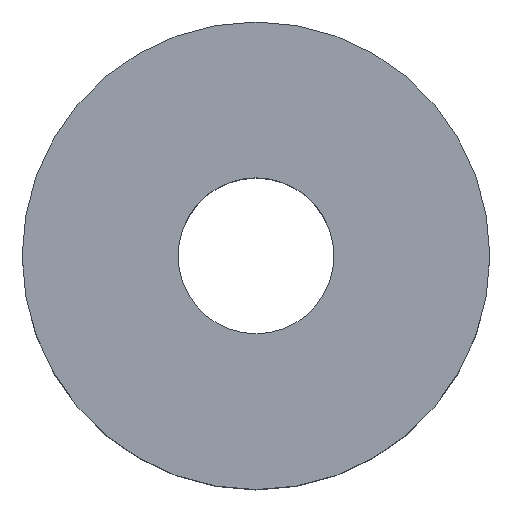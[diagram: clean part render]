
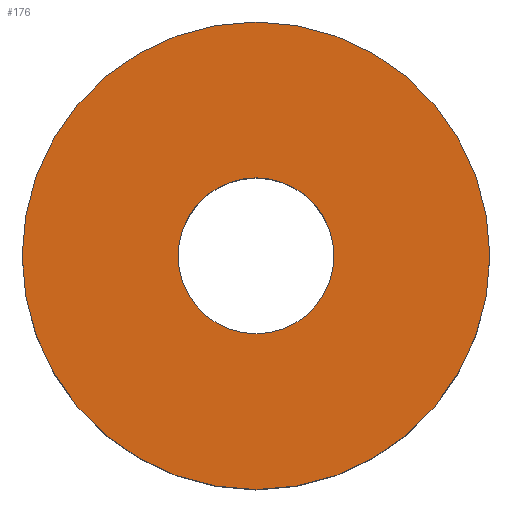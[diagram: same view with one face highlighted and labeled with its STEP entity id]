
A CAD part, top view. The second image highlights one B-rep face of the part: STEP entity #176.
In plain terms, the highlighted planar face has unit normal (0, 0, 1).
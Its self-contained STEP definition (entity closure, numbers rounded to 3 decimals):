
#7 = CARTESIAN_POINT ( 'NONE',  ( 3., 0., 4.25 ) ) ;
#11 = VERTEX_POINT ( 'NONE', #53 ) ;
#14 = DIRECTION ( 'NONE',  ( 1., 0., 0. ) ) ;
#16 = EDGE_CURVE ( 'NONE', #67, #150, #303, .T. ) ;
#21 = DIRECTION ( 'NONE',  ( 1., 0., 0. ) ) ;
#27 = CIRCLE ( 'NONE', #175, 3. ) ;
#38 = AXIS2_PLACEMENT_3D ( 'NONE', #102, #363, #360 ) ;
#43 = PLANE ( 'NONE',  #38 ) ;
#48 = CIRCLE ( 'NONE', #304, 3. ) ;
#53 = CARTESIAN_POINT ( 'NONE',  ( -3., 0., 4.25 ) ) ;
#67 = VERTEX_POINT ( 'NONE', #105 ) ;
#73 = CARTESIAN_POINT ( 'NONE',  ( 0., 0., 4.25 ) ) ;
#75 = FACE_OUTER_BOUND ( 'NONE', #179, .T. ) ;
#102 = CARTESIAN_POINT ( 'NONE',  ( 0., 0., 4.25 ) ) ;
#105 = CARTESIAN_POINT ( 'NONE',  ( -9., 0., 4.25 ) ) ;
#150 = VERTEX_POINT ( 'NONE', #251 ) ;
#175 = AXIS2_PLACEMENT_3D ( 'NONE', #358, #218, #272 ) ;
#176 = ADVANCED_FACE ( 'NONE', ( #75, #190 ), #43, .T. ) ;
#179 = EDGE_LOOP ( 'NONE', ( #184, #323 ) ) ;
#184 = ORIENTED_EDGE ( 'NONE', *, *, #16, .T. ) ;
#187 = DIRECTION ( 'NONE',  ( 1., 0., 0. ) ) ;
#190 = FACE_BOUND ( 'NONE', #341, .T. ) ;
#206 = AXIS2_PLACEMENT_3D ( 'NONE', #249, #362, #14 ) ;
#218 = DIRECTION ( 'NONE',  ( 0., 0., 1. ) ) ;
#227 = CARTESIAN_POINT ( 'NONE',  ( 0., 0., 4.25 ) ) ;
#235 = ORIENTED_EDGE ( 'NONE', *, *, #305, .F. ) ;
#249 = CARTESIAN_POINT ( 'NONE',  ( 0., 0., 4.25 ) ) ;
#251 = CARTESIAN_POINT ( 'NONE',  ( 9., 0., 4.25 ) ) ;
#262 = ORIENTED_EDGE ( 'NONE', *, *, #281, .F. ) ;
#263 = EDGE_CURVE ( 'NONE', #150, #67, #343, .T. ) ;
#272 = DIRECTION ( 'NONE',  ( 1., 0., 0. ) ) ;
#275 = DIRECTION ( 'NONE',  ( 0., 0., 1. ) ) ;
#281 = EDGE_CURVE ( 'NONE', #320, #11, #48, .T. ) ;
#303 = CIRCLE ( 'NONE', #316, 9. ) ;
#304 = AXIS2_PLACEMENT_3D ( 'NONE', #73, #361, #187 ) ;
#305 = EDGE_CURVE ( 'NONE', #11, #320, #27, .T. ) ;
#316 = AXIS2_PLACEMENT_3D ( 'NONE', #227, #275, #21 ) ;
#320 = VERTEX_POINT ( 'NONE', #7 ) ;
#323 = ORIENTED_EDGE ( 'NONE', *, *, #263, .T. ) ;
#341 = EDGE_LOOP ( 'NONE', ( #235, #262 ) ) ;
#343 = CIRCLE ( 'NONE', #206, 9. ) ;
#358 = CARTESIAN_POINT ( 'NONE',  ( 0., 0., 4.25 ) ) ;
#360 = DIRECTION ( 'NONE',  ( 1., 0., 0. ) ) ;
#361 = DIRECTION ( 'NONE',  ( 0., 0., 1. ) ) ;
#362 = DIRECTION ( 'NONE',  ( 0., 0., 1. ) ) ;
#363 = DIRECTION ( 'NONE',  ( 0., 0., 1. ) ) ;
